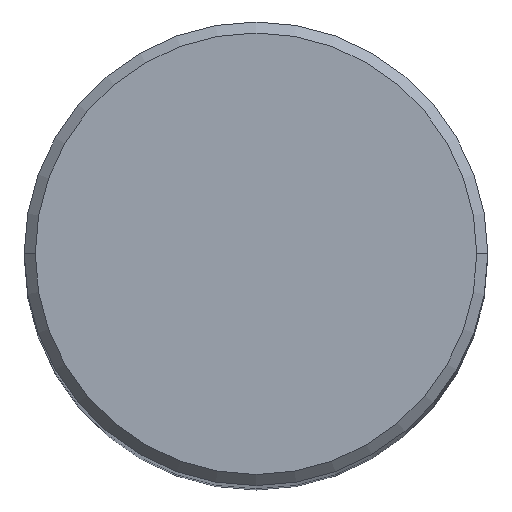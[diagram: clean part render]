
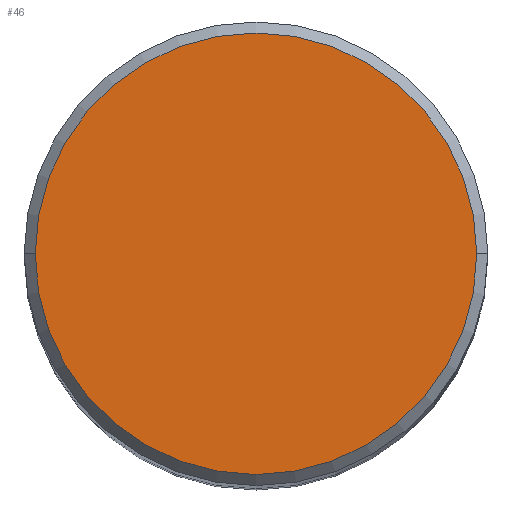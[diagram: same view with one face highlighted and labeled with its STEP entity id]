
A CAD part, top view. The second image highlights one B-rep face of the part: STEP entity #46.
In plain terms, the highlighted planar face has unit normal (0, 0, 1).
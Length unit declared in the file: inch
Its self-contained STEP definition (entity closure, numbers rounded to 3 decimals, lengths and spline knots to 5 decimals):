
#12 = EDGE_LOOP ( 'NONE', ( #195, #244 ) ) ;
#21 = EDGE_CURVE ( 'NONE', #112, #239, #237, .T. ) ;
#22 = AXIS2_PLACEMENT_3D ( 'NONE', #294, #95, #235 ) ;
#34 = DIRECTION ( 'NONE',  ( 1., 0., 0. ) ) ;
#46 = ADVANCED_FACE ( 'NONE', ( #87 ), #241, .T. ) ;
#60 = CARTESIAN_POINT ( 'NONE',  ( 0.29996, 0., 3.62205 ) ) ;
#85 = DIRECTION ( 'NONE',  ( 1., 0., 0. ) ) ;
#87 = FACE_OUTER_BOUND ( 'NONE', #12, .T. ) ;
#95 = DIRECTION ( 'NONE',  ( 0., 0., 1. ) ) ;
#107 = CARTESIAN_POINT ( 'NONE',  ( 0., 0., 3.62205 ) ) ;
#109 = AXIS2_PLACEMENT_3D ( 'NONE', #152, #220, #85 ) ;
#112 = VERTEX_POINT ( 'NONE', #141 ) ;
#141 = CARTESIAN_POINT ( 'NONE',  ( -0.29996, 0., 3.62205 ) ) ;
#146 = EDGE_CURVE ( 'NONE', #239, #112, #148, .T. ) ;
#148 = CIRCLE ( 'NONE', #22, 0.29996 ) ;
#152 = CARTESIAN_POINT ( 'NONE',  ( 0., 0., 3.62205 ) ) ;
#182 = DIRECTION ( 'NONE',  ( 0., 0., 1. ) ) ;
#195 = ORIENTED_EDGE ( 'NONE', *, *, #21, .T. ) ;
#220 = DIRECTION ( 'NONE',  ( 0., 0., 1. ) ) ;
#235 = DIRECTION ( 'NONE',  ( 1., 0., 0. ) ) ;
#237 = CIRCLE ( 'NONE', #109, 0.29996 ) ;
#239 = VERTEX_POINT ( 'NONE', #60 ) ;
#241 = PLANE ( 'NONE',  #263 ) ;
#244 = ORIENTED_EDGE ( 'NONE', *, *, #146, .T. ) ;
#263 = AXIS2_PLACEMENT_3D ( 'NONE', #107, #182, #34 ) ;
#294 = CARTESIAN_POINT ( 'NONE',  ( 0., 0., 3.62205 ) ) ;
